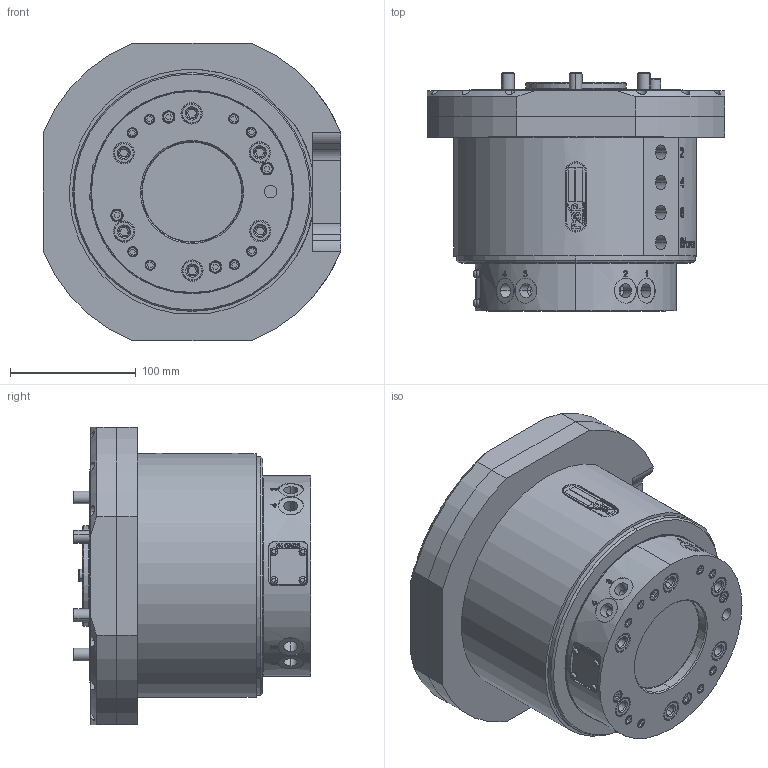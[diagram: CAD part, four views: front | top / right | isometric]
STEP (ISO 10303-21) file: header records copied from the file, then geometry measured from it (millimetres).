
FILE_DESCRIPTION (( 'STEP AP214' ), '1' );
FILE_NAME ('P6303.STEP', '2021-08-23T12:27:37', ( '' ), ( '' ), 'SwSTEP 2.0', 'SolidWorks 2019', '' );
FILE_SCHEMA (( 'AUTOMOTIVE_DESIGN' ));
Length unit declared in the file: millimetre
Products named in the file (1): P6303
Bounding box: 237 x 189.2 x 237 mm (x, y, z)
Volume: 5114406.1 mm3; surface area: 497047.2 mm2
Topology: 52 solids, 52 shells, 1885 faces, 4532 edges, 2929 vertices
Faces by surface type: plane 796, cylinder 461, bspline 339, cone 237, torus 50, sphere 2
Entity records: 114859 total; most frequent: CARTESIAN_POINT 51405, ORIENTED_EDGE 9056, DIRECTION 7837, EDGE_CURVE 4528, VERTEX_POINT 2929, AXIS2_PLACEMENT_3D 2778, LINE 2281, VECTOR 2281
